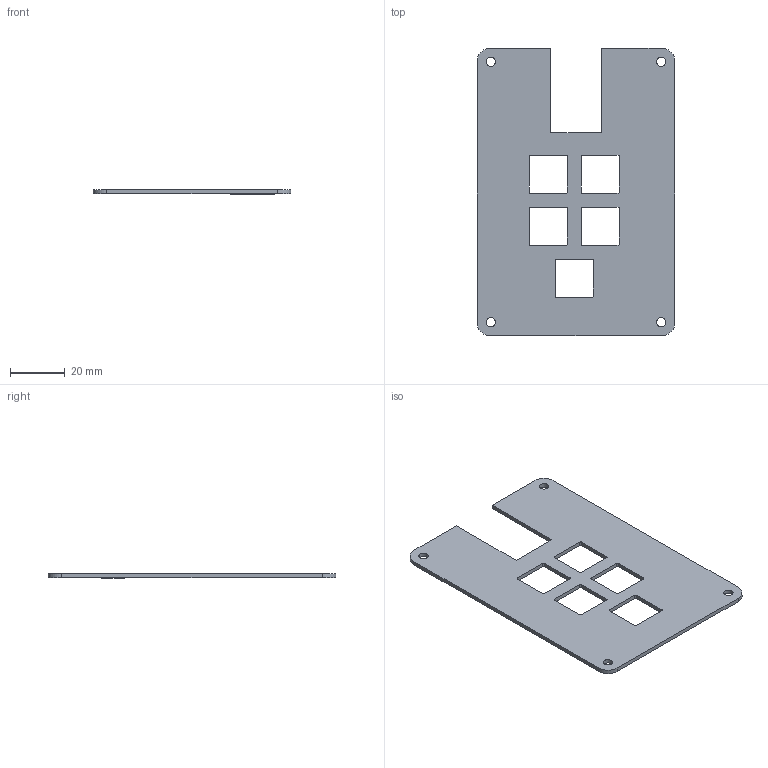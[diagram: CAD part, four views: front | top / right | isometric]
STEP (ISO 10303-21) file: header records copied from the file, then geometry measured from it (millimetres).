
FILE_DESCRIPTION(/* description */ (''),/* implementation_level */ '2;1');
FILE_NAME(/* name */ 'Top.STEP.step',/* time_stamp */ '2025-07-28T20:18:00+03:00',/* author */ (''),/* organization */ (''),/* preprocessor_version */ 'ST-DEVELOPER v20.1',/* originating_system */ 'Autodesk Translation Framework v14.10.0.0',/* authorisation */ '');
FILE_SCHEMA (('AUTOMOTIVE_DESIGN { 1 0 10303 214 3 1 1 }'));
Length unit declared in the file: millimetre
Products named in the file (1): Upper-Case-Hackpad
Bounding box: 72.39 x 105.47 x 1.7 mm (x, y, z)
Volume: 9042.3 mm3; surface area: 13174.9 mm2
Topology: 1 solids, 1 shells, 373 faces, 1047 edges, 698 vertices
Faces by surface type: bspline 219, plane 126, cylinder 28
Full cylindrical faces by diameter (mm): 3.4 x4
Entity records: 14076 total; most frequent: CARTESIAN_POINT 5842, ORIENTED_EDGE 2094, EDGE_CURVE 1047, DIRECTION 975, VERTEX_POINT 698, LINE 553, VECTOR 553, B_SPLINE_CURVE_WITH_KNOTS 438
